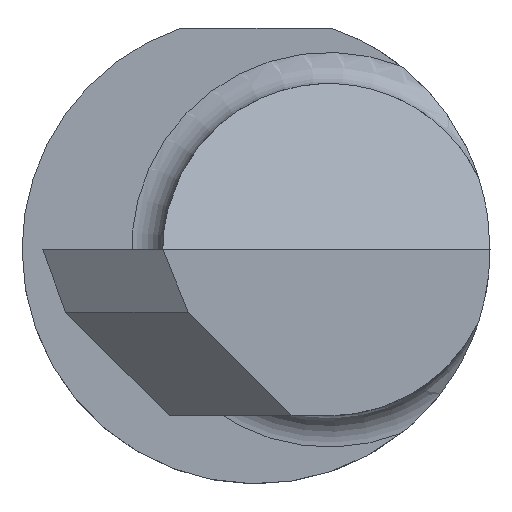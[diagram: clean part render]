
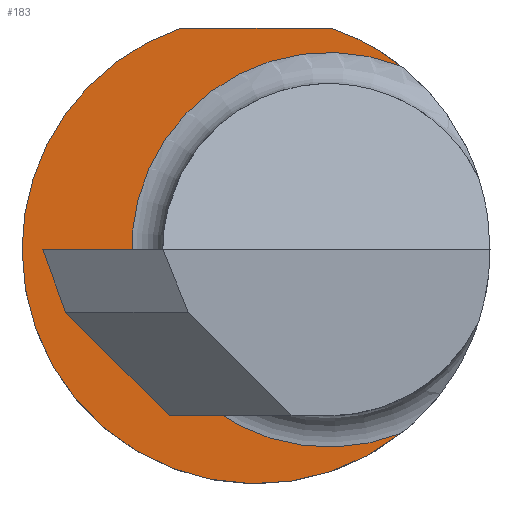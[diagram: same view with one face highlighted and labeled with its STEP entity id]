
A CAD part, left-side view. The second image highlights one B-rep face of the part: STEP entity #183.
In plain terms, the highlighted planar face has unit normal (-1, 0, 0).
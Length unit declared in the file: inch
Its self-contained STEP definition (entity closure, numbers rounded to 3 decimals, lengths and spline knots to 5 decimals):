
#15 = CIRCLE ( 'NONE', #576, 0.158 ) ;
#82 = ORIENTED_EDGE ( 'NONE', *, *, #830, .F. ) ;
#85 = DIRECTION ( 'NONE',  ( 1., 0., 0. ) ) ;
#89 = VERTEX_POINT ( 'NONE', #864 ) ;
#98 = VERTEX_POINT ( 'NONE', #533 ) ;
#116 = DIRECTION ( 'NONE',  ( 1., 0., 0. ) ) ;
#137 = FACE_OUTER_BOUND ( 'NONE', #174, .T. ) ;
#149 = ORIENTED_EDGE ( 'NONE', *, *, #821, .F. ) ;
#174 = EDGE_LOOP ( 'NONE', ( #853, #285, #457, #149, #82 ) ) ;
#178 = EDGE_CURVE ( 'NONE', #679, #187, #15, .T. ) ;
#183 = ADVANCED_FACE ( 'NONE', ( #137 ), #875, .T. ) ;
#187 = VERTEX_POINT ( 'NONE', #419 ) ;
#191 = VECTOR ( 'NONE', #201, 39.37008 ) ;
#201 = DIRECTION ( 'NONE',  ( 0., 1., 0. ) ) ;
#210 = CIRCLE ( 'NONE', #471, 0.18735 ) ;
#285 = ORIENTED_EDGE ( 'NONE', *, *, #394, .F. ) ;
#328 = DIRECTION ( 'NONE',  ( -1., 0., 0. ) ) ;
#343 = DIRECTION ( 'NONE',  ( 0., -1., 0. ) ) ;
#373 = LINE ( 'NONE', #399, #191 ) ;
#394 = EDGE_CURVE ( 'NONE', #558, #679, #210, .T. ) ;
#399 = CARTESIAN_POINT ( 'NONE',  ( -1.9, 0.21235, 0.17735 ) ) ;
#400 = DIRECTION ( 'NONE',  ( -1., 0., 0. ) ) ;
#415 = DIRECTION ( 'NONE',  ( 0., -1., 0. ) ) ;
#419 = CARTESIAN_POINT ( 'NONE',  ( -1.9, -0.11603, -0.1471 ) ) ;
#457 = ORIENTED_EDGE ( 'NONE', *, *, #617, .T. ) ;
#464 = CARTESIAN_POINT ( 'NONE',  ( -1.9, -0.11603, 0.1471 ) ) ;
#466 = CARTESIAN_POINT ( 'NONE',  ( -1.9, -0.05835, 0. ) ) ;
#471 = AXIS2_PLACEMENT_3D ( 'NONE', #692, #85, #492 ) ;
#492 = DIRECTION ( 'NONE',  ( 0., -1., 0. ) ) ;
#504 = AXIS2_PLACEMENT_3D ( 'NONE', #845, #116, #580 ) ;
#533 = CARTESIAN_POINT ( 'NONE',  ( -1.9, 0.18735, 0. ) ) ;
#558 = VERTEX_POINT ( 'NONE', #856 ) ;
#576 = AXIS2_PLACEMENT_3D ( 'NONE', #466, #400, #343 ) ;
#580 = DIRECTION ( 'NONE',  ( 0., -1., 0. ) ) ;
#617 = EDGE_CURVE ( 'NONE', #558, #89, #373, .T. ) ;
#618 = CARTESIAN_POINT ( 'NONE',  ( -1.9, 0.18735, 0. ) ) ;
#639 = CIRCLE ( 'NONE', #504, 0.18735 ) ;
#679 = VERTEX_POINT ( 'NONE', #464 ) ;
#692 = CARTESIAN_POINT ( 'NONE',  ( -1.9, 0., 0. ) ) ;
#705 = CIRCLE ( 'NONE', #820, 0.18735 ) ;
#722 = DIRECTION ( 'NONE',  ( 0., -1., 0. ) ) ;
#774 = DIRECTION ( 'NONE',  ( 1., 0., 0. ) ) ;
#820 = AXIS2_PLACEMENT_3D ( 'NONE', #841, #774, #722 ) ;
#821 = EDGE_CURVE ( 'NONE', #98, #89, #705, .T. ) ;
#830 = EDGE_CURVE ( 'NONE', #187, #98, #639, .T. ) ;
#841 = CARTESIAN_POINT ( 'NONE',  ( -1.9, 0., 0. ) ) ;
#845 = CARTESIAN_POINT ( 'NONE',  ( -1.9, 0., 0. ) ) ;
#853 = ORIENTED_EDGE ( 'NONE', *, *, #178, .F. ) ;
#855 = AXIS2_PLACEMENT_3D ( 'NONE', #618, #328, #415 ) ;
#856 = CARTESIAN_POINT ( 'NONE',  ( -1.9, -0.06039, 0.17735 ) ) ;
#864 = CARTESIAN_POINT ( 'NONE',  ( -1.9, 0.06039, 0.17735 ) ) ;
#875 = PLANE ( 'NONE',  #855 ) ;
